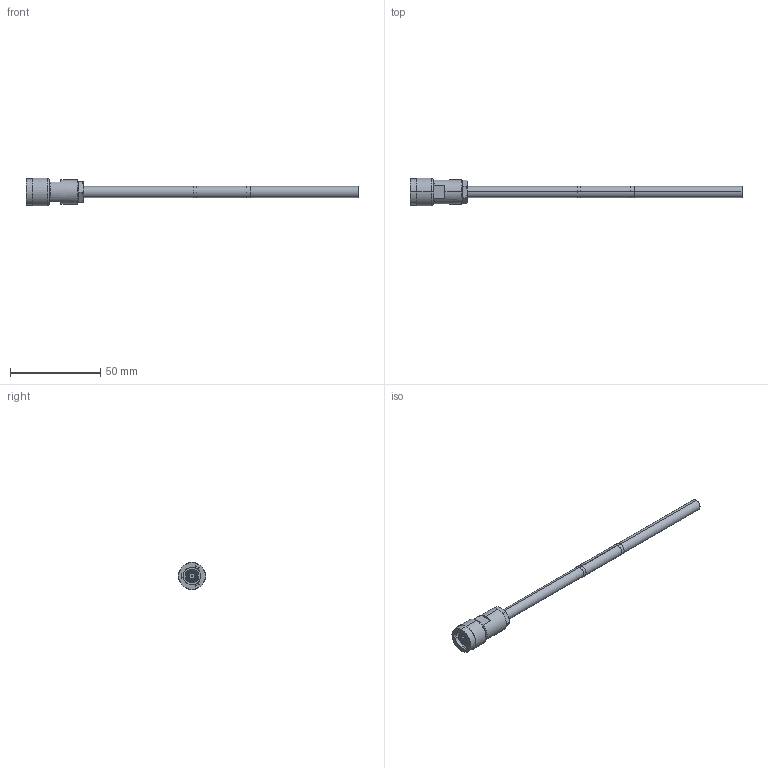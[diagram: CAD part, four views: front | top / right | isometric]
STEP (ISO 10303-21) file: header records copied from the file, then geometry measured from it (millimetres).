
FILE_DESCRIPTION (( 'STEP AP214' ), '1' );
FILE_NAME ('FM3MSA00602_3D.step', '2023-08-29T21:23:24', ( '' ), ( '' ), 'SwSTEP 2.0', 'SolidWorks 2022', '' );
FILE_SCHEMA (( 'AUTOMOTIVE_DESIGN' ));
Length unit declared in the file: inch
Products named in the file (7): FM3MSA00602_3D; Copy of 10-09030-XXX-MA2^Copy of 10-09030-XXX_FM3MSA00602; Copy of 1AW01-003^FM3MSA00602_.25" x .75" long; Copy of TWCH-78-2^FM3MSA00602; Copy of 10-09030-XXX-MA1^Copy of 10-09030-XXX_FM3MSA00602; Copy of 10-09030-XXX-MA3^Copy of 10-09030-XXX_FM3MSA00602; Copy of 10-09030-XXX^FM3MSA00602
Assembly tree (6 placements, depth 3):
  FM3MSA00602_3D
    Copy of TWCH-78-2^FM3MSA00602
    Copy of 10-09030-XXX^FM3MSA00602
      Copy of 10-09030-XXX-MA1^Copy of 10-09030-XXX_FM3MSA00602
      Copy of 10-09030-XXX-MA2^Copy of 10-09030-XXX_FM3MSA00602
      Copy of 10-09030-XXX-MA3^Copy of 10-09030-XXX_FM3MSA00602
    Copy of 1AW01-003^FM3MSA00602_.25" x .75" long
Bounding box: 184.15 x 15.24 x 15.24 mm (x, y, z)
Volume: 8789.9 mm3; surface area: 8043 mm2
Topology: 5 solids, 6 shells, 203 faces, 498 edges, 318 vertices
Faces by surface type: plane 76, cylinder 68, cone 28, torus 16, bspline 15
Entity records: 8329 total; most frequent: CARTESIAN_POINT 2725, ORIENTED_EDGE 992, DIRECTION 980, EDGE_CURVE 496, AXIS2_PLACEMENT_3D 391, VERTEX_POINT 318, EDGE_LOOP 222, FACE_OUTER_BOUND 203
